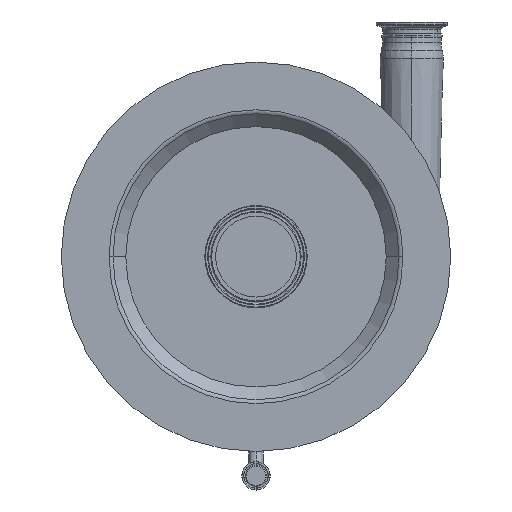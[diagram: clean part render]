
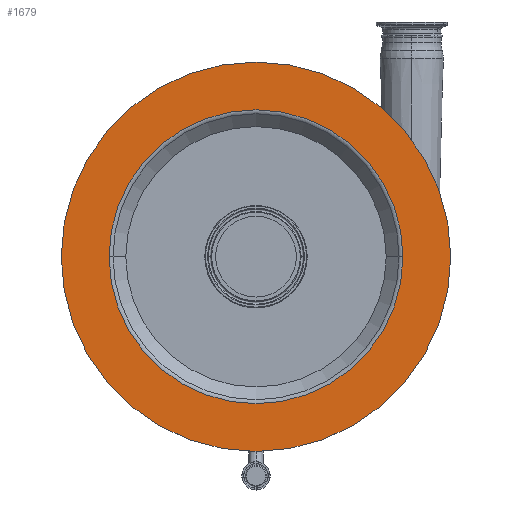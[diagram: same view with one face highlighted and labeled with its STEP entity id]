
A CAD part, top view. The second image highlights one B-rep face of the part: STEP entity #1679.
In plain terms, the highlighted planar face has unit normal (0, 0, 1).
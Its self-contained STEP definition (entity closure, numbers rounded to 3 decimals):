
#162 = DIRECTION ( 'NONE',  ( -1., 0., 0. ) ) ;
#272 = CARTESIAN_POINT ( 'NONE',  ( -175., 0., 42. ) ) ;
#856 = CARTESIAN_POINT ( 'NONE',  ( 0., 0., 42. ) ) ;
#962 = DIRECTION ( 'NONE',  ( -1., 0., 0. ) ) ;
#1095 = DIRECTION ( 'NONE',  ( 0., 0., -1. ) ) ;
#1287 = FACE_OUTER_BOUND ( 'NONE', #16783, .T. ) ;
#1578 = PLANE ( 'NONE',  #13910 ) ;
#1679 = ADVANCED_FACE ( 'NONE', ( #14940, #1287 ), #1578, .F. ) ;
#1925 = EDGE_CURVE ( 'NONE', #13121, #7624, #8456, .T. ) ;
#2434 = AXIS2_PLACEMENT_3D ( 'NONE', #856, #17573, #962 ) ;
#3197 = DIRECTION ( 'NONE',  ( -1., 0., 0. ) ) ;
#3483 = CIRCLE ( 'NONE', #19114, 175. ) ;
#3626 = AXIS2_PLACEMENT_3D ( 'NONE', #10089, #13171, #19211 ) ;
#4343 = DIRECTION ( 'NONE',  ( -1., 0., 0. ) ) ;
#4614 = VERTEX_POINT ( 'NONE', #15509 ) ;
#4675 = EDGE_LOOP ( 'NONE', ( #10867, #18689 ) ) ;
#4771 = DIRECTION ( 'NONE',  ( 0., 0., -1. ) ) ;
#4848 = CIRCLE ( 'NONE', #2434, 132.071 ) ;
#5392 = EDGE_CURVE ( 'NONE', #4614, #15264, #6134, .T. ) ;
#5950 = DIRECTION ( 'NONE',  ( 0., 0., -1. ) ) ;
#6134 = CIRCLE ( 'NONE', #3626, 175. ) ;
#6470 = EDGE_CURVE ( 'NONE', #7624, #13121, #4848, .T. ) ;
#7162 = AXIS2_PLACEMENT_3D ( 'NONE', #9384, #4771, #3197 ) ;
#7624 = VERTEX_POINT ( 'NONE', #11394 ) ;
#7959 = EDGE_CURVE ( 'NONE', #15264, #4614, #3483, .T. ) ;
#8456 = CIRCLE ( 'NONE', #7162, 132.071 ) ;
#9384 = CARTESIAN_POINT ( 'NONE',  ( 0., 0., 42. ) ) ;
#9597 = ORIENTED_EDGE ( 'NONE', *, *, #7959, .F. ) ;
#10089 = CARTESIAN_POINT ( 'NONE',  ( 0., 0., 42. ) ) ;
#10867 = ORIENTED_EDGE ( 'NONE', *, *, #1925, .T. ) ;
#11394 = CARTESIAN_POINT ( 'NONE',  ( 132.071, 0., 42. ) ) ;
#13121 = VERTEX_POINT ( 'NONE', #17395 ) ;
#13171 = DIRECTION ( 'NONE',  ( 0., 0., -1. ) ) ;
#13825 = CARTESIAN_POINT ( 'NONE',  ( 0., 175., 42. ) ) ;
#13910 = AXIS2_PLACEMENT_3D ( 'NONE', #13825, #5950, #162 ) ;
#14940 = FACE_BOUND ( 'NONE', #4675, .T. ) ;
#14943 = CARTESIAN_POINT ( 'NONE',  ( 0., 0., 42. ) ) ;
#15264 = VERTEX_POINT ( 'NONE', #272 ) ;
#15509 = CARTESIAN_POINT ( 'NONE',  ( 175., 0., 42. ) ) ;
#16783 = EDGE_LOOP ( 'NONE', ( #9597, #19064 ) ) ;
#17395 = CARTESIAN_POINT ( 'NONE',  ( -132.071, 0., 42. ) ) ;
#17573 = DIRECTION ( 'NONE',  ( 0., 0., -1. ) ) ;
#18689 = ORIENTED_EDGE ( 'NONE', *, *, #6470, .T. ) ;
#19064 = ORIENTED_EDGE ( 'NONE', *, *, #5392, .F. ) ;
#19114 = AXIS2_PLACEMENT_3D ( 'NONE', #14943, #1095, #4343 ) ;
#19211 = DIRECTION ( 'NONE',  ( -1., 0., 0. ) ) ;
